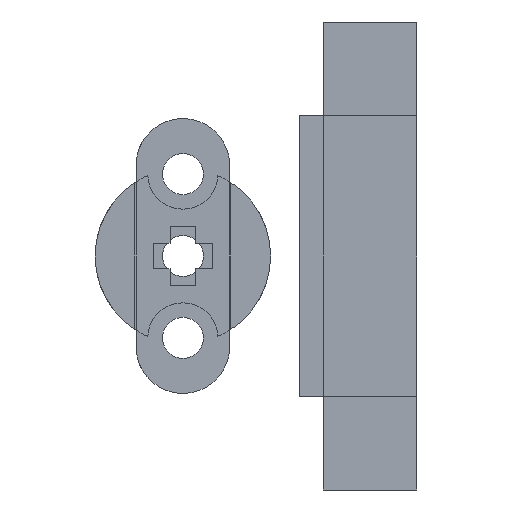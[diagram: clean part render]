
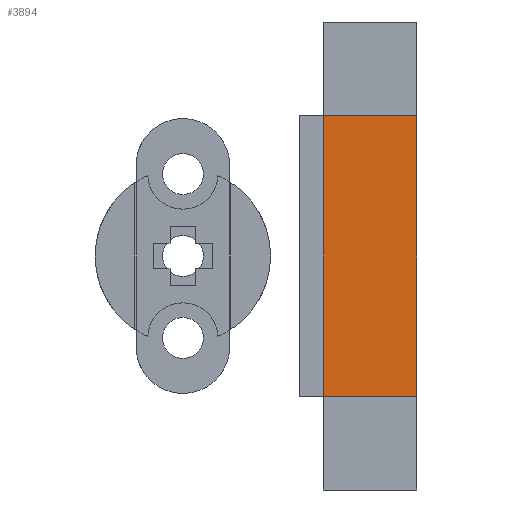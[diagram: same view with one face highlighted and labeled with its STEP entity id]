
A CAD part, left-side view. The second image highlights one B-rep face of the part: STEP entity #3894.
In plain terms, the highlighted planar face has unit normal (-1, 0, 0).
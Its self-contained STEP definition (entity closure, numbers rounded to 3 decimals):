
#226=FACE_OUTER_BOUND('',#423,.T.);
#423=EDGE_LOOP('',(#2561,#2562,#2563,#2564));
#664=LINE('',#5525,#1127);
#665=LINE('',#5527,#1128);
#666=LINE('',#5529,#1129);
#667=LINE('',#5530,#1130);
#1127=VECTOR('',#4429,10.);
#1128=VECTOR('',#4430,10.);
#1129=VECTOR('',#4431,10.);
#1130=VECTOR('',#4432,10.);
#1590=VERTEX_POINT('',#5523);
#1591=VERTEX_POINT('',#5524);
#1592=VERTEX_POINT('',#5526);
#1593=VERTEX_POINT('',#5528);
#1975=EDGE_CURVE('',#1590,#1591,#664,.T.);
#1976=EDGE_CURVE('',#1592,#1591,#665,.T.);
#1977=EDGE_CURVE('',#1593,#1592,#666,.T.);
#1978=EDGE_CURVE('',#1590,#1593,#667,.T.);
#2561=ORIENTED_EDGE('',*,*,#1975,.T.);
#2562=ORIENTED_EDGE('',*,*,#1976,.F.);
#2563=ORIENTED_EDGE('',*,*,#1977,.F.);
#2564=ORIENTED_EDGE('',*,*,#1978,.F.);
#3733=PLANE('',#4108);
#3894=ADVANCED_FACE('',(#226),#3733,.F.);
#4108=AXIS2_PLACEMENT_3D('',#5522,#4427,#4428);
#4427=DIRECTION('center_axis',(1.,0.,0.));
#4428=DIRECTION('ref_axis',(0.,0.,-1.));
#4429=DIRECTION('',(0.,0.,-1.));
#4430=DIRECTION('',(0.,1.,0.));
#4431=DIRECTION('',(0.,0.,-1.));
#4432=DIRECTION('',(0.,-1.,0.));
#5522=CARTESIAN_POINT('Origin',(0.,-15.,0.));
#5523=CARTESIAN_POINT('',(0.,-12.,12.));
#5524=CARTESIAN_POINT('',(0.,-12.,-12.));
#5525=CARTESIAN_POINT('',(0.,-12.,6.));
#5526=CARTESIAN_POINT('',(0.,-20.,-12.));
#5527=CARTESIAN_POINT('',(0.,-20.,-12.));
#5528=CARTESIAN_POINT('',(0.,-20.,12.));
#5529=CARTESIAN_POINT('',(0.,-20.,12.));
#5530=CARTESIAN_POINT('',(0.,37.,12.));
